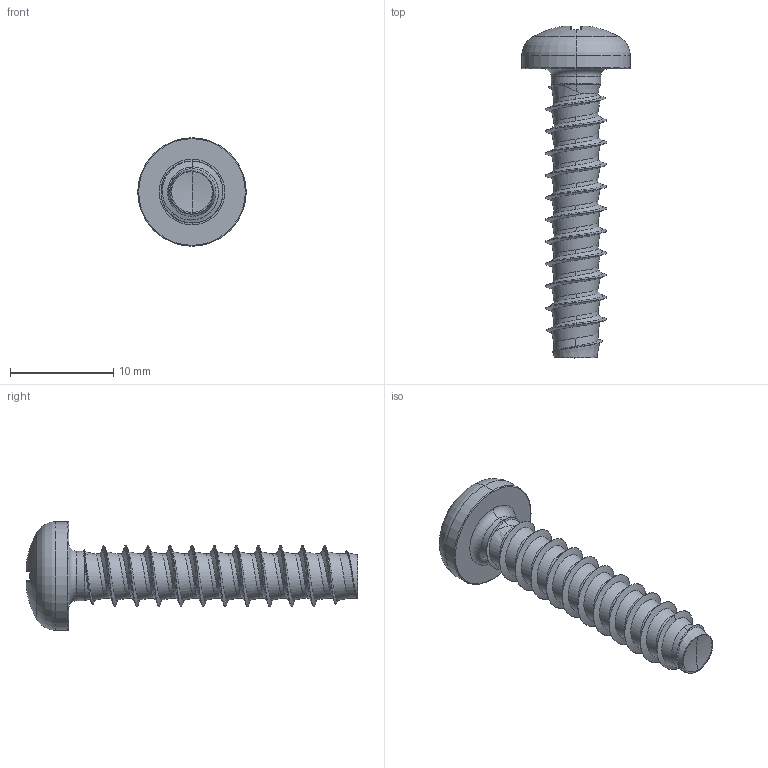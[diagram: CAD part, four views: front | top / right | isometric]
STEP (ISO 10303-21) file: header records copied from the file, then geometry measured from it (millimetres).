
FILE_DESCRIPTION (( 'STEP AP203' ), '1' );
FILE_NAME ('STP320600280.STEP', '2020-09-03T17:17:14', ( '' ), ( '' ), 'SwSTEP 2.0', 'SolidWorks 2015', '' );
FILE_SCHEMA (( 'CONFIG_CONTROL_DESIGN' ));
Length unit declared in the file: millimetre
Products named in the file (2): STP320600280
Bounding box: 10.5 x 32.13 x 10.5 mm (x, y, z)
Volume: 729.1 mm3; surface area: 889.6 mm2
Topology: 1 solids, 1 shells, 188 faces, 435 edges, 249 vertices
Faces by surface type: bspline 51, cylinder 50, torus 28, sphere 28, plane 22, cone 9
Entity records: 25437 total; most frequent: CARTESIAN_POINT 21464, ORIENTED_EDGE 866, DIRECTION 737, EDGE_CURVE 433, AXIS2_PLACEMENT_3D 327, VERTEX_POINT 249, EDGE_LOOP 190, CIRCLE 188
